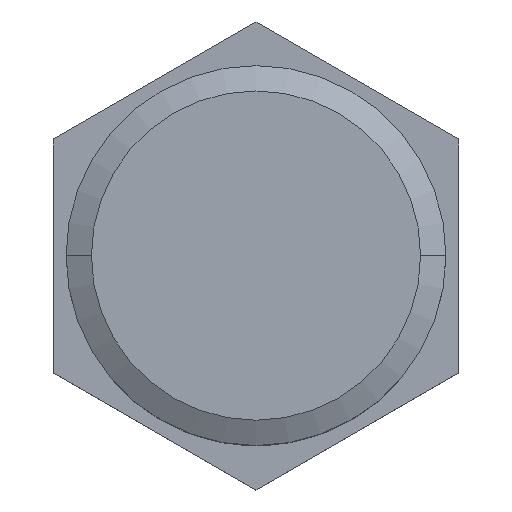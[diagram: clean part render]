
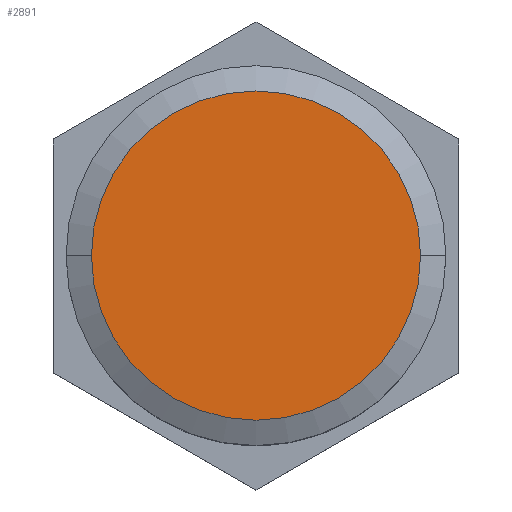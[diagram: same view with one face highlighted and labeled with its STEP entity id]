
A CAD part, top view. The second image highlights one B-rep face of the part: STEP entity #2891.
In plain terms, the highlighted planar face has unit normal (0, 0, 1).
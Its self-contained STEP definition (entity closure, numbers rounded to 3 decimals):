
#42 = EDGE_CURVE ( 'NONE', #2657, #2656, #2930, .T. ) ;
#136 = PLANE ( 'NONE',  #388 ) ;
#137 = CARTESIAN_POINT ( 'NONE',  ( 0., 0., 11. ) ) ;
#138 = DIRECTION ( 'NONE',  ( 0., 0., 1. ) ) ;
#139 = DIRECTION ( 'NONE',  ( 1., 0., 0. ) ) ;
#385 = FACE_OUTER_BOUND ( 'NONE', #2396, .T. ) ;
#388 = AXIS2_PLACEMENT_3D ( 'NONE', #137, #138, #139 ) ;
#2181 = EDGE_CURVE ( 'NONE', #2656, #2657, #2944, .T. ) ;
#2396 = EDGE_LOOP ( 'NONE', ( #4679, #4680 ) ) ;
#2656 = VERTEX_POINT ( 'NONE', #3585 ) ;
#2657 = VERTEX_POINT ( 'NONE', #3586 ) ;
#2891 = ADVANCED_FACE ( 'NONE', ( #385 ), #136, .T. ) ;
#2930 = CIRCLE ( 'NONE', #3270, 13. ) ;
#2944 = CIRCLE ( 'NONE', #3312, 13. ) ;
#3004 = CARTESIAN_POINT ( 'NONE',  ( 0., 0., 11. ) ) ;
#3023 = DIRECTION ( 'NONE',  ( 0., 0., 1. ) ) ;
#3024 = DIRECTION ( 'NONE',  ( 1., 0., 0. ) ) ;
#3124 = CARTESIAN_POINT ( 'NONE',  ( 0., 0., 11. ) ) ;
#3131 = DIRECTION ( 'NONE',  ( 0., 0., 1. ) ) ;
#3132 = DIRECTION ( 'NONE',  ( 1., 0., 0. ) ) ;
#3270 = AXIS2_PLACEMENT_3D ( 'NONE', #3004, #3023, #3024 ) ;
#3312 = AXIS2_PLACEMENT_3D ( 'NONE', #3124, #3131, #3132 ) ;
#3585 = CARTESIAN_POINT ( 'NONE',  ( 13., 0., 11. ) ) ;
#3586 = CARTESIAN_POINT ( 'NONE',  ( -13., 0., 11. ) ) ;
#4679 = ORIENTED_EDGE ( 'NONE', *, *, #42, .T. ) ;
#4680 = ORIENTED_EDGE ( 'NONE', *, *, #2181, .T. ) ;
